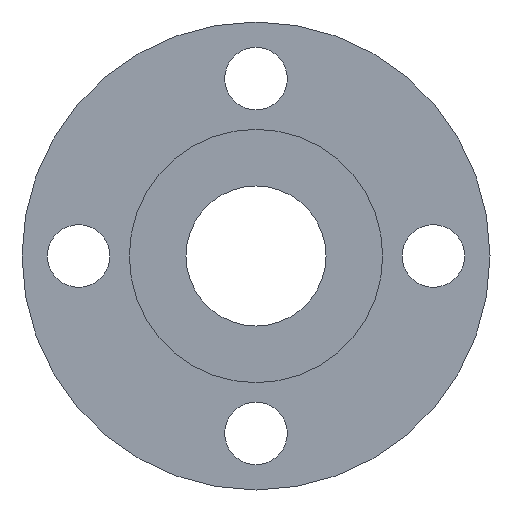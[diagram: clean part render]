
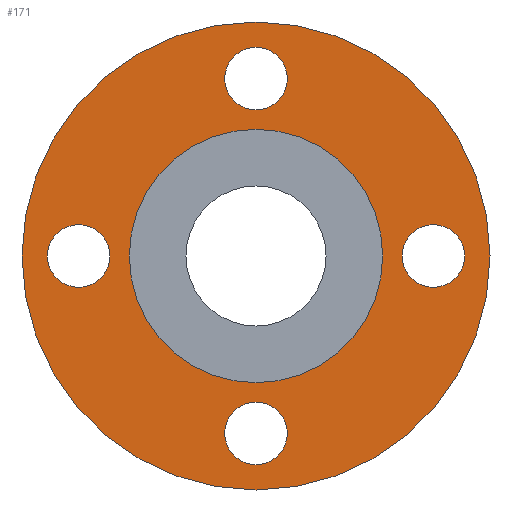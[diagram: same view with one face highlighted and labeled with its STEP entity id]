
A CAD part, front view. The second image highlights one B-rep face of the part: STEP entity #171.
In plain terms, the highlighted planar face has unit normal (0, -1, 0).
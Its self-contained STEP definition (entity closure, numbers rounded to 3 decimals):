
#4 = CIRCLE ( 'NONE', #35, 7.85 ) ;
#19 = AXIS2_PLACEMENT_3D ( 'NONE', #315, #597, #103 ) ;
#35 = AXIS2_PLACEMENT_3D ( 'NONE', #617, #401, #876 ) ;
#38 = FACE_BOUND ( 'NONE', #772, .T. ) ;
#42 = VERTEX_POINT ( 'NONE', #581 ) ;
#60 = EDGE_CURVE ( 'NONE', #838, #347, #318, .T. ) ;
#68 = ORIENTED_EDGE ( 'NONE', *, *, #551, .F. ) ;
#69 = DIRECTION ( 'NONE',  ( 1., 0., 0. ) ) ;
#79 = DIRECTION ( 'NONE',  ( 0., -1., 0. ) ) ;
#80 = EDGE_LOOP ( 'NONE', ( #632, #689 ) ) ;
#88 = DIRECTION ( 'NONE',  ( 1., 0., 0. ) ) ;
#92 = EDGE_LOOP ( 'NONE', ( #716, #600 ) ) ;
#93 = AXIS2_PLACEMENT_3D ( 'NONE', #868, #733, #323 ) ;
#98 = EDGE_CURVE ( 'NONE', #354, #801, #257, .T. ) ;
#100 = VERTEX_POINT ( 'NONE', #192 ) ;
#103 = DIRECTION ( 'NONE',  ( -1., 0., 0. ) ) ;
#105 = PLANE ( 'NONE',  #612 ) ;
#119 = CARTESIAN_POINT ( 'NONE',  ( 0., 1.6, 31.75 ) ) ;
#120 = ORIENTED_EDGE ( 'NONE', *, *, #688, .T. ) ;
#135 = DIRECTION ( 'NONE',  ( 0., 1., 0. ) ) ;
#155 = EDGE_CURVE ( 'NONE', #730, #671, #198, .T. ) ;
#171 = ADVANCED_FACE ( 'NONE', ( #266, #745, #244, #38, #754, #177 ), #105, .T. ) ;
#177 = FACE_OUTER_BOUND ( 'NONE', #603, .T. ) ;
#184 = AXIS2_PLACEMENT_3D ( 'NONE', #900, #211, #544 ) ;
#192 = CARTESIAN_POINT ( 'NONE',  ( 0., 1.6, -52.3 ) ) ;
#198 = CIRCLE ( 'NONE', #837, 7.85 ) ;
#203 = CARTESIAN_POINT ( 'NONE',  ( 0., 1.6, 52.3 ) ) ;
#211 = DIRECTION ( 'NONE',  ( 0., 1., 0. ) ) ;
#219 = CARTESIAN_POINT ( 'NONE',  ( 0., 1.6, -36.6 ) ) ;
#235 = VERTEX_POINT ( 'NONE', #614 ) ;
#244 = FACE_BOUND ( 'NONE', #80, .T. ) ;
#257 = CIRCLE ( 'NONE', #866, 7.85 ) ;
#258 = AXIS2_PLACEMENT_3D ( 'NONE', #694, #636, #69 ) ;
#266 = FACE_BOUND ( 'NONE', #740, .T. ) ;
#280 = CARTESIAN_POINT ( 'NONE',  ( -52.3, 1.6, 0. ) ) ;
#305 = CIRCLE ( 'NONE', #258, 7.85 ) ;
#315 = CARTESIAN_POINT ( 'NONE',  ( -44.45, 1.6, 0. ) ) ;
#318 = CIRCLE ( 'NONE', #654, 58.65 ) ;
#323 = DIRECTION ( 'NONE',  ( 0., 0., 1. ) ) ;
#329 = CARTESIAN_POINT ( 'NONE',  ( -44.45, 1.6, 0. ) ) ;
#347 = VERTEX_POINT ( 'NONE', #687 ) ;
#354 = VERTEX_POINT ( 'NONE', #700 ) ;
#359 = ORIENTED_EDGE ( 'NONE', *, *, #520, .F. ) ;
#368 = CARTESIAN_POINT ( 'NONE',  ( 44.45, 1.6, 0. ) ) ;
#387 = AXIS2_PLACEMENT_3D ( 'NONE', #784, #792, #506 ) ;
#388 = DIRECTION ( 'NONE',  ( 0., -1., 0. ) ) ;
#401 = DIRECTION ( 'NONE',  ( 0., -1., 0. ) ) ;
#403 = CIRCLE ( 'NONE', #387, 31.75 ) ;
#404 = VERTEX_POINT ( 'NONE', #219 ) ;
#416 = AXIS2_PLACEMENT_3D ( 'NONE', #368, #439, #88 ) ;
#427 = EDGE_LOOP ( 'NONE', ( #541, #120 ) ) ;
#439 = DIRECTION ( 'NONE',  ( 0., -1., 0. ) ) ;
#451 = ORIENTED_EDGE ( 'NONE', *, *, #803, .F. ) ;
#472 = DIRECTION ( 'NONE',  ( 0., -1., 0. ) ) ;
#479 = DIRECTION ( 'NONE',  ( 0., 0., 1. ) ) ;
#483 = EDGE_CURVE ( 'NONE', #42, #235, #403, .T. ) ;
#492 = EDGE_CURVE ( 'NONE', #643, #674, #896, .T. ) ;
#506 = DIRECTION ( 'NONE',  ( 0., 0., 1. ) ) ;
#507 = DIRECTION ( 'NONE',  ( 0., 1., 0. ) ) ;
#514 = ORIENTED_EDGE ( 'NONE', *, *, #98, .F. ) ;
#520 = EDGE_CURVE ( 'NONE', #100, #404, #595, .T. ) ;
#539 = CARTESIAN_POINT ( 'NONE',  ( 36.6, 1.6, 0. ) ) ;
#541 = ORIENTED_EDGE ( 'NONE', *, *, #483, .T. ) ;
#544 = DIRECTION ( 'NONE',  ( 0., 0., 1. ) ) ;
#550 = CARTESIAN_POINT ( 'NONE',  ( 0., 1.6, 0. ) ) ;
#551 = EDGE_CURVE ( 'NONE', #404, #100, #4, .T. ) ;
#566 = CIRCLE ( 'NONE', #184, 31.75 ) ;
#571 = CARTESIAN_POINT ( 'NONE',  ( 0., 1.6, -44.45 ) ) ;
#581 = CARTESIAN_POINT ( 'NONE',  ( 0., 1.6, 31.75 ) ) ;
#595 = CIRCLE ( 'NONE', #752, 7.85 ) ;
#597 = DIRECTION ( 'NONE',  ( 0., -1., 0. ) ) ;
#599 = DIRECTION ( 'NONE',  ( -1., 0., 0. ) ) ;
#600 = ORIENTED_EDGE ( 'NONE', *, *, #155, .F. ) ;
#603 = EDGE_LOOP ( 'NONE', ( #451, #755 ) ) ;
#608 = AXIS2_PLACEMENT_3D ( 'NONE', #550, #135, #479 ) ;
#612 = AXIS2_PLACEMENT_3D ( 'NONE', #119, #472, #815 ) ;
#614 = CARTESIAN_POINT ( 'NONE',  ( 0., 1.6, -31.75 ) ) ;
#615 = CIRCLE ( 'NONE', #19, 7.85 ) ;
#617 = CARTESIAN_POINT ( 'NONE',  ( 0., 1.6, -44.45 ) ) ;
#625 = EDGE_CURVE ( 'NONE', #671, #730, #883, .T. ) ;
#632 = ORIENTED_EDGE ( 'NONE', *, *, #741, .F. ) ;
#636 = DIRECTION ( 'NONE',  ( 0., -1., 0. ) ) ;
#643 = VERTEX_POINT ( 'NONE', #665 ) ;
#647 = EDGE_CURVE ( 'NONE', #801, #354, #615, .T. ) ;
#654 = AXIS2_PLACEMENT_3D ( 'NONE', #855, #507, #789 ) ;
#665 = CARTESIAN_POINT ( 'NONE',  ( 52.3, 1.6, 0. ) ) ;
#671 = VERTEX_POINT ( 'NONE', #757 ) ;
#674 = VERTEX_POINT ( 'NONE', #539 ) ;
#687 = CARTESIAN_POINT ( 'NONE',  ( 0., 1.6, 58.65 ) ) ;
#688 = EDGE_CURVE ( 'NONE', #235, #42, #566, .T. ) ;
#689 = ORIENTED_EDGE ( 'NONE', *, *, #492, .F. ) ;
#694 = CARTESIAN_POINT ( 'NONE',  ( 44.45, 1.6, 0. ) ) ;
#700 = CARTESIAN_POINT ( 'NONE',  ( -36.6, 1.6, 0. ) ) ;
#716 = ORIENTED_EDGE ( 'NONE', *, *, #625, .F. ) ;
#723 = CARTESIAN_POINT ( 'NONE',  ( 0., 1.6, -58.65 ) ) ;
#730 = VERTEX_POINT ( 'NONE', #203 ) ;
#733 = DIRECTION ( 'NONE',  ( 0., -1., 0. ) ) ;
#740 = EDGE_LOOP ( 'NONE', ( #514, #746 ) ) ;
#741 = EDGE_CURVE ( 'NONE', #674, #643, #305, .T. ) ;
#745 = FACE_BOUND ( 'NONE', #92, .T. ) ;
#746 = ORIENTED_EDGE ( 'NONE', *, *, #647, .F. ) ;
#752 = AXIS2_PLACEMENT_3D ( 'NONE', #571, #79, #844 ) ;
#754 = FACE_BOUND ( 'NONE', #427, .T. ) ;
#755 = ORIENTED_EDGE ( 'NONE', *, *, #60, .F. ) ;
#757 = CARTESIAN_POINT ( 'NONE',  ( 0., 1.6, 36.6 ) ) ;
#772 = EDGE_LOOP ( 'NONE', ( #68, #359 ) ) ;
#784 = CARTESIAN_POINT ( 'NONE',  ( 0., 1.6, 0. ) ) ;
#789 = DIRECTION ( 'NONE',  ( 0., 0., 1. ) ) ;
#792 = DIRECTION ( 'NONE',  ( 0., 1., 0. ) ) ;
#800 = DIRECTION ( 'NONE',  ( 0., 0., 1. ) ) ;
#801 = VERTEX_POINT ( 'NONE', #280 ) ;
#803 = EDGE_CURVE ( 'NONE', #347, #838, #893, .T. ) ;
#815 = DIRECTION ( 'NONE',  ( 0., 0., -1. ) ) ;
#818 = CARTESIAN_POINT ( 'NONE',  ( 0., 1.6, 44.45 ) ) ;
#837 = AXIS2_PLACEMENT_3D ( 'NONE', #818, #872, #800 ) ;
#838 = VERTEX_POINT ( 'NONE', #723 ) ;
#844 = DIRECTION ( 'NONE',  ( 0., 0., -1. ) ) ;
#855 = CARTESIAN_POINT ( 'NONE',  ( 0., 1.6, 0. ) ) ;
#866 = AXIS2_PLACEMENT_3D ( 'NONE', #329, #388, #599 ) ;
#868 = CARTESIAN_POINT ( 'NONE',  ( 0., 1.6, 44.45 ) ) ;
#872 = DIRECTION ( 'NONE',  ( 0., -1., 0. ) ) ;
#876 = DIRECTION ( 'NONE',  ( 0., 0., -1. ) ) ;
#883 = CIRCLE ( 'NONE', #93, 7.85 ) ;
#893 = CIRCLE ( 'NONE', #608, 58.65 ) ;
#896 = CIRCLE ( 'NONE', #416, 7.85 ) ;
#900 = CARTESIAN_POINT ( 'NONE',  ( 0., 1.6, 0. ) ) ;
